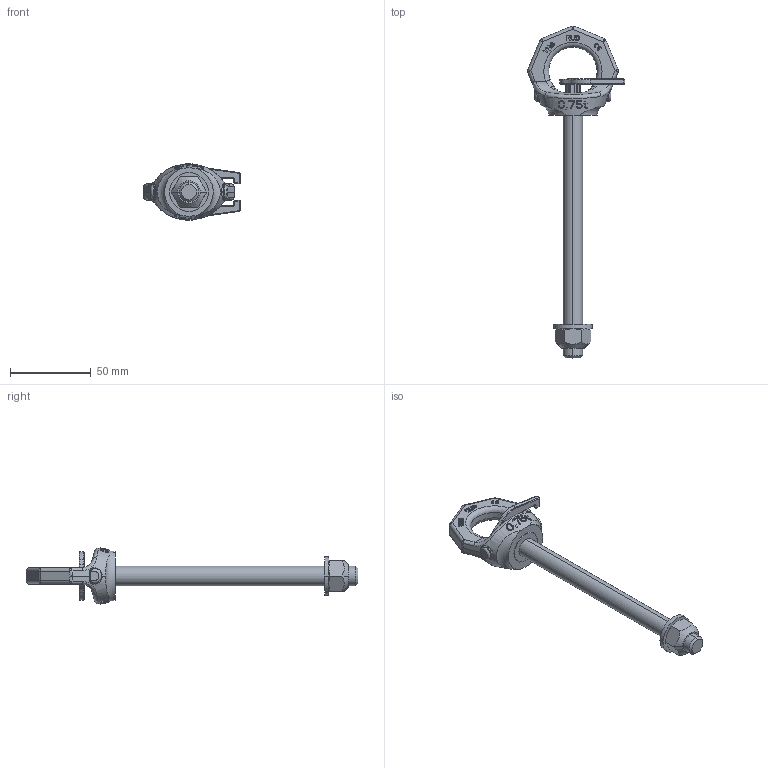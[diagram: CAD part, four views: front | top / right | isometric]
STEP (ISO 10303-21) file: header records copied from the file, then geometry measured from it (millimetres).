
FILE_DESCRIPTION((''),'2;1');
FILE_NAME('001-M33721-P-2_ASM','2018-08-21T',('Andreas.Wendler'),(''),'PRO/ENGINEER BY PARAMETRIC TECHNOLOGY CORPORATION, 2011490','PRO/ENGINEER BY PARAMETRIC TECHNOLOGY CORPORATION, 2011490','');
FILE_SCHEMA(('CONFIG_CONTROL_DESIGN'));
Length unit declared in the file: millimetre
Products named in the file (6): 001-M35306-P-1; 001-M33985-P-2; 001-M33191-P-2; 001-M31624-V03; 001-M31328-V04; 001-M33721-P-2_ASM
Assembly tree (5 placements, depth 2):
  001-M33721-P-2_ASM
    001-M35306-P-1
    001-M33985-P-2
    001-M33191-P-2
    001-M31624-V03
    001-M31328-V04
Bounding box: 60.17 x 205.28 x 34.8 mm (x, y, z)
Volume: 46321.4 mm3; surface area: 19366 mm2
Topology: 5 solids, 5 shells, 802 faces, 2155 edges, 1396 vertices
Faces by surface type: plane 604, cylinder 82, bspline 60, torus 32, cone 14, sphere 10
Entity records: 29845 total; most frequent: CARTESIAN_POINT 10787, ORIENTED_EDGE 4310, DIRECTION 3339, EDGE_CURVE 2155, VERTEX_POINT 1396, VECTOR 1321, LINE 1321, AXIS2_PLACEMENT_3D 1009
